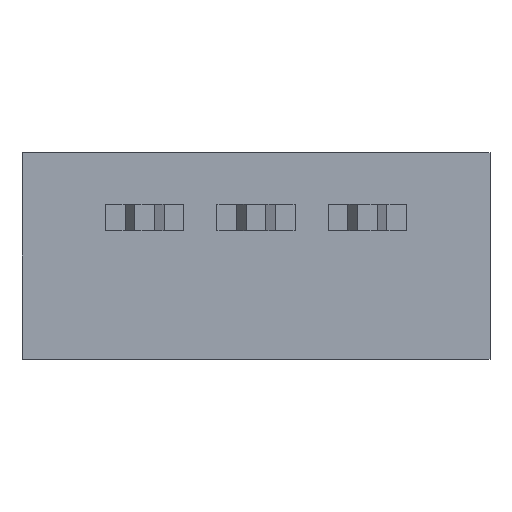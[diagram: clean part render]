
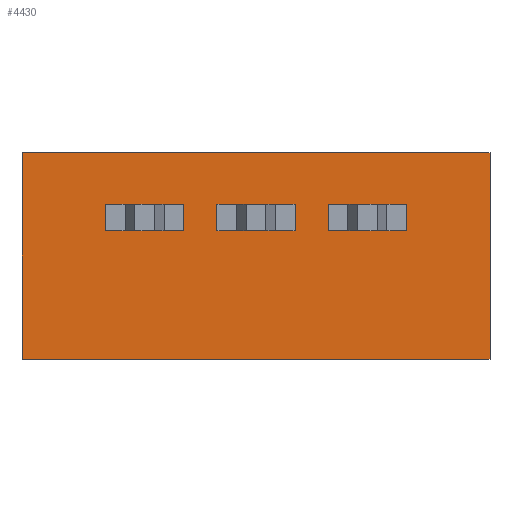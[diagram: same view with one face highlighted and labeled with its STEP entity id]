
A CAD part, front view. The second image highlights one B-rep face of the part: STEP entity #4430.
In plain terms, the highlighted planar face has unit normal (0, -1, 0).
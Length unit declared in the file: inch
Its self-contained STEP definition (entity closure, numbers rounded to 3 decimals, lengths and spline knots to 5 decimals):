
#13 = ORIENTED_EDGE ( 'NONE', *, *, #6933, .T. ) ;
#32 = CARTESIAN_POINT ( 'NONE',  ( 0.03504, -0.17756, 0.11496 ) ) ;
#77 = VERTEX_POINT ( 'NONE', #1810 ) ;
#207 = VECTOR ( 'NONE', #1114, 39.37008 ) ;
#301 = LINE ( 'NONE', #4448, #3191 ) ;
#310 = VERTEX_POINT ( 'NONE', #865 ) ;
#351 = PLANE ( 'NONE',  #1072 ) ;
#490 = ORIENTED_EDGE ( 'NONE', *, *, #7131, .F. ) ;
#584 = VERTEX_POINT ( 'NONE', #934 ) ;
#657 = EDGE_LOOP ( 'NONE', ( #3915, #4258, #696, #758 ) ) ;
#696 = ORIENTED_EDGE ( 'NONE', *, *, #7209, .F. ) ;
#758 = ORIENTED_EDGE ( 'NONE', *, *, #2273, .T. ) ;
#772 = DIRECTION ( 'NONE',  ( 0., 1., 0. ) ) ;
#865 = CARTESIAN_POINT ( 'NONE',  ( 0.13504, -0.17756, 0.13898 ) ) ;
#905 = EDGE_CURVE ( 'NONE', #1501, #1525, #5598, .T. ) ;
#934 = CARTESIAN_POINT ( 'NONE',  ( -0.06496, -0.17756, 0.13898 ) ) ;
#951 = VERTEX_POINT ( 'NONE', #7221 ) ;
#1051 = DIRECTION ( 'NONE',  ( 0., 0., -1. ) ) ;
#1072 = AXIS2_PLACEMENT_3D ( 'NONE', #4272, #772, #3122 ) ;
#1108 = CARTESIAN_POINT ( 'NONE',  ( -0.21004, -0.17756, 0.18504 ) ) ;
#1114 = DIRECTION ( 'NONE',  ( 1., 0., 0. ) ) ;
#1153 = CARTESIAN_POINT ( 'NONE',  ( 0.06496, -0.17756, 0.13898 ) ) ;
#1359 = LINE ( 'NONE', #5434, #7092 ) ;
#1374 = LINE ( 'NONE', #4757, #7498 ) ;
#1495 = DIRECTION ( 'NONE',  ( 0., 0., 1. ) ) ;
#1501 = VERTEX_POINT ( 'NONE', #2426 ) ;
#1525 = VERTEX_POINT ( 'NONE', #3524 ) ;
#1527 = EDGE_CURVE ( 'NONE', #5888, #3577, #3560, .T. ) ;
#1563 = VERTEX_POINT ( 'NONE', #4739 ) ;
#1570 = CARTESIAN_POINT ( 'NONE',  ( 0.13504, -0.17756, 0.11496 ) ) ;
#1610 = VERTEX_POINT ( 'NONE', #7204 ) ;
#1656 = DIRECTION ( 'NONE',  ( 0., 0., 1. ) ) ;
#1716 = EDGE_CURVE ( 'NONE', #584, #1610, #4161, .T. ) ;
#1777 = VERTEX_POINT ( 'NONE', #3141 ) ;
#1810 = CARTESIAN_POINT ( 'NONE',  ( 0.03504, -0.17756, 0.13898 ) ) ;
#1842 = VECTOR ( 'NONE', #5414, 39.37008 ) ;
#1843 = CARTESIAN_POINT ( 'NONE',  ( -0.21004, -0.17756, 0.13898 ) ) ;
#1844 = CARTESIAN_POINT ( 'NONE',  ( 0.03504, -0.17756, 0.11496 ) ) ;
#1914 = DIRECTION ( 'NONE',  ( -1., 0., 0. ) ) ;
#1966 = ORIENTED_EDGE ( 'NONE', *, *, #1716, .F. ) ;
#2107 = CARTESIAN_POINT ( 'NONE',  ( 0.21004, -0.17756, 0.18504 ) ) ;
#2126 = EDGE_CURVE ( 'NONE', #584, #1777, #3896, .T. ) ;
#2259 = LINE ( 'NONE', #5153, #4282 ) ;
#2273 = EDGE_CURVE ( 'NONE', #77, #2929, #4653, .T. ) ;
#2426 = CARTESIAN_POINT ( 'NONE',  ( -0.03504, -0.17756, 0.11496 ) ) ;
#2699 = EDGE_CURVE ( 'NONE', #1501, #2929, #5015, .T. ) ;
#2892 = EDGE_CURVE ( 'NONE', #951, #1777, #7514, .T. ) ;
#2929 = VERTEX_POINT ( 'NONE', #1844 ) ;
#3055 = DIRECTION ( 'NONE',  ( 0., 0., -1. ) ) ;
#3098 = CARTESIAN_POINT ( 'NONE',  ( 0.13504, -0.17756, 0.11496 ) ) ;
#3111 = ORIENTED_EDGE ( 'NONE', *, *, #2892, .F. ) ;
#3122 = DIRECTION ( 'NONE',  ( 0., 0., 1. ) ) ;
#3123 = VECTOR ( 'NONE', #1495, 39.37008 ) ;
#3141 = CARTESIAN_POINT ( 'NONE',  ( -0.06496, -0.17756, 0.11496 ) ) ;
#3165 = EDGE_CURVE ( 'NONE', #310, #3806, #3208, .T. ) ;
#3191 = VECTOR ( 'NONE', #5545, 39.37008 ) ;
#3208 = LINE ( 'NONE', #3098, #4602 ) ;
#3437 = VECTOR ( 'NONE', #6334, 39.37008 ) ;
#3471 = CARTESIAN_POINT ( 'NONE',  ( -0.21004, -0.17756, 0.11496 ) ) ;
#3495 = DIRECTION ( 'NONE',  ( -1., 0., 0. ) ) ;
#3505 = ORIENTED_EDGE ( 'NONE', *, *, #5046, .F. ) ;
#3524 = CARTESIAN_POINT ( 'NONE',  ( -0.03504, -0.17756, 0.13898 ) ) ;
#3560 = LINE ( 'NONE', #5906, #3872 ) ;
#3577 = VERTEX_POINT ( 'NONE', #2107 ) ;
#3743 = FACE_BOUND ( 'NONE', #657, .T. ) ;
#3806 = VERTEX_POINT ( 'NONE', #1570 ) ;
#3809 = CARTESIAN_POINT ( 'NONE',  ( 0.21004, -0.17756, 0. ) ) ;
#3867 = DIRECTION ( 'NONE',  ( 1., 0., 0. ) ) ;
#3870 = VECTOR ( 'NONE', #3867, 39.37008 ) ;
#3872 = VECTOR ( 'NONE', #5364, 39.37008 ) ;
#3896 = LINE ( 'NONE', #4425, #4856 ) ;
#3915 = ORIENTED_EDGE ( 'NONE', *, *, #2699, .F. ) ;
#3916 = ORIENTED_EDGE ( 'NONE', *, *, #4609, .T. ) ;
#4120 = VECTOR ( 'NONE', #4758, 39.37008 ) ;
#4161 = LINE ( 'NONE', #7623, #6705 ) ;
#4167 = EDGE_CURVE ( 'NONE', #3577, #6117, #7068, .T. ) ;
#4258 = ORIENTED_EDGE ( 'NONE', *, *, #905, .T. ) ;
#4272 = CARTESIAN_POINT ( 'NONE',  ( -0.21004, -0.17756, 0.18504 ) ) ;
#4282 = VECTOR ( 'NONE', #1656, 39.37008 ) ;
#4425 = CARTESIAN_POINT ( 'NONE',  ( -0.06496, -0.17756, 0.11496 ) ) ;
#4430 = ADVANCED_FACE ( 'NONE', ( #5551, #3743, #7278, #6136 ), #351, .F. ) ;
#4448 = CARTESIAN_POINT ( 'NONE',  ( -0.21004, -0.17756, 0.13898 ) ) ;
#4509 = CARTESIAN_POINT ( 'NONE',  ( -0.21004, -0.17756, 0.18504 ) ) ;
#4602 = VECTOR ( 'NONE', #7325, 39.37008 ) ;
#4609 = EDGE_CURVE ( 'NONE', #951, #1610, #1359, .T. ) ;
#4653 = LINE ( 'NONE', #32, #5460 ) ;
#4739 = CARTESIAN_POINT ( 'NONE',  ( -0.21004, -0.17756, 0. ) ) ;
#4757 = CARTESIAN_POINT ( 'NONE',  ( -0.21004, -0.17756, 0. ) ) ;
#4758 = DIRECTION ( 'NONE',  ( 1., 0., 0. ) ) ;
#4763 = EDGE_LOOP ( 'NONE', ( #3505, #13, #6870, #6076 ) ) ;
#4849 = DIRECTION ( 'NONE',  ( 0., 0., 1. ) ) ;
#4856 = VECTOR ( 'NONE', #1051, 39.37008 ) ;
#4864 = VECTOR ( 'NONE', #3495, 39.37008 ) ;
#5015 = LINE ( 'NONE', #5634, #3870 ) ;
#5046 = EDGE_CURVE ( 'NONE', #7355, #3806, #7502, .T. ) ;
#5153 = CARTESIAN_POINT ( 'NONE',  ( 0.06496, -0.17756, 0.11496 ) ) ;
#5222 = ORIENTED_EDGE ( 'NONE', *, *, #4167, .T. ) ;
#5343 = LINE ( 'NONE', #1843, #1842 ) ;
#5364 = DIRECTION ( 'NONE',  ( 0., 0., 1. ) ) ;
#5414 = DIRECTION ( 'NONE',  ( -1., 0., 0. ) ) ;
#5434 = CARTESIAN_POINT ( 'NONE',  ( -0.13504, -0.17756, 0.11496 ) ) ;
#5460 = VECTOR ( 'NONE', #3055, 39.37008 ) ;
#5545 = DIRECTION ( 'NONE',  ( -1., 0., 0. ) ) ;
#5551 = FACE_BOUND ( 'NONE', #7488, .T. ) ;
#5598 = LINE ( 'NONE', #6108, #3123 ) ;
#5634 = CARTESIAN_POINT ( 'NONE',  ( -0.21004, -0.17756, 0.11496 ) ) ;
#5888 = VERTEX_POINT ( 'NONE', #3809 ) ;
#5906 = CARTESIAN_POINT ( 'NONE',  ( 0.21004, -0.17756, 0.18504 ) ) ;
#5960 = CARTESIAN_POINT ( 'NONE',  ( 0.06496, -0.17756, 0.11496 ) ) ;
#6005 = ORIENTED_EDGE ( 'NONE', *, *, #6559, .T. ) ;
#6076 = ORIENTED_EDGE ( 'NONE', *, *, #3165, .T. ) ;
#6108 = CARTESIAN_POINT ( 'NONE',  ( -0.03504, -0.17756, 0.11496 ) ) ;
#6117 = VERTEX_POINT ( 'NONE', #1108 ) ;
#6136 = FACE_BOUND ( 'NONE', #4763, .T. ) ;
#6286 = EDGE_LOOP ( 'NONE', ( #7300, #5222, #6005, #490 ) ) ;
#6334 = DIRECTION ( 'NONE',  ( 0., 0., -1. ) ) ;
#6351 = ORIENTED_EDGE ( 'NONE', *, *, #2126, .T. ) ;
#6400 = DIRECTION ( 'NONE',  ( -1., 0., 0. ) ) ;
#6422 = CARTESIAN_POINT ( 'NONE',  ( 0., -0.17756, 0.18504 ) ) ;
#6559 = EDGE_CURVE ( 'NONE', #6117, #1563, #7445, .T. ) ;
#6705 = VECTOR ( 'NONE', #6400, 39.37008 ) ;
#6870 = ORIENTED_EDGE ( 'NONE', *, *, #7031, .F. ) ;
#6933 = EDGE_CURVE ( 'NONE', #7355, #7228, #2259, .T. ) ;
#7031 = EDGE_CURVE ( 'NONE', #310, #7228, #5343, .T. ) ;
#7068 = LINE ( 'NONE', #6422, #4864 ) ;
#7092 = VECTOR ( 'NONE', #4849, 39.37008 ) ;
#7131 = EDGE_CURVE ( 'NONE', #5888, #1563, #1374, .T. ) ;
#7204 = CARTESIAN_POINT ( 'NONE',  ( -0.13504, -0.17756, 0.13898 ) ) ;
#7209 = EDGE_CURVE ( 'NONE', #77, #1525, #301, .T. ) ;
#7221 = CARTESIAN_POINT ( 'NONE',  ( -0.13504, -0.17756, 0.11496 ) ) ;
#7228 = VERTEX_POINT ( 'NONE', #1153 ) ;
#7278 = FACE_OUTER_BOUND ( 'NONE', #6286, .T. ) ;
#7300 = ORIENTED_EDGE ( 'NONE', *, *, #1527, .T. ) ;
#7325 = DIRECTION ( 'NONE',  ( 0., 0., -1. ) ) ;
#7355 = VERTEX_POINT ( 'NONE', #5960 ) ;
#7445 = LINE ( 'NONE', #4509, #3437 ) ;
#7488 = EDGE_LOOP ( 'NONE', ( #3111, #3916, #1966, #6351 ) ) ;
#7498 = VECTOR ( 'NONE', #1914, 39.37008 ) ;
#7502 = LINE ( 'NONE', #7530, #207 ) ;
#7514 = LINE ( 'NONE', #3471, #4120 ) ;
#7530 = CARTESIAN_POINT ( 'NONE',  ( -0.21004, -0.17756, 0.11496 ) ) ;
#7623 = CARTESIAN_POINT ( 'NONE',  ( -0.21004, -0.17756, 0.13898 ) ) ;
